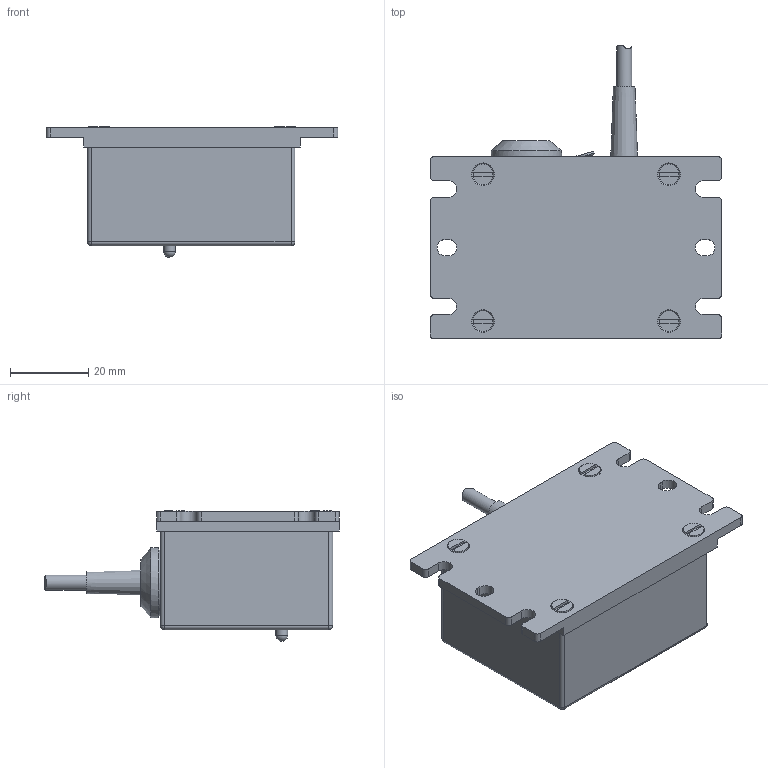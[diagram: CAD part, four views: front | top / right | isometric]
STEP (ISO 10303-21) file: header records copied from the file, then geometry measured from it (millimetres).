
FILE_DESCRIPTION(/* description */ (''),/* implementation_level */ '2;1');
FILE_NAME(/* name */ 'XA0069_Shrinkwrap_1.stp',/* time_stamp */ '2022-02-10T08:36:03+01:00',/* author */ ('Krieger Anja'),/* organization */ (''),/* preprocessor_version */ 'ST-DEVELOPER v18.1',/* originating_system */ 'Autodesk Inventor 2021',/* authorisation */ '');
FILE_SCHEMA (('AUTOMOTIVE_DESIGN { 1 0 10303 214 3 1 1 }'));
Length unit declared in the file: millimetre
Products named in the file (1): XA0069_Shrinkwrap_1
Bounding box: 74.5 x 75.1 x 33.45 mm (x, y, z)
Volume: 21543.5 mm3; surface area: 25538.5 mm2
Topology: 2 solids, 2 shells, 190 faces, 465 edges, 298 vertices
Faces by surface type: plane 112, cylinder 62, cone 8, sphere 5, bspline 3
Full cylindrical faces by diameter (mm): 2.2 x1, 2.7 x1, 3 x2, 3.1 x2, 3.9 x1, 4 x2, 5 x5, 6 x1, 9 x2, 10.5 x2, 14 x1, 18 x1
Entity records: 6047 total; most frequent: CARTESIAN_POINT 1176, DIRECTION 968, ORIENTED_EDGE 920, EDGE_CURVE 460, AXIS2_PLACEMENT_3D 346, VERTEX_POINT 298, LINE 276, VECTOR 276
